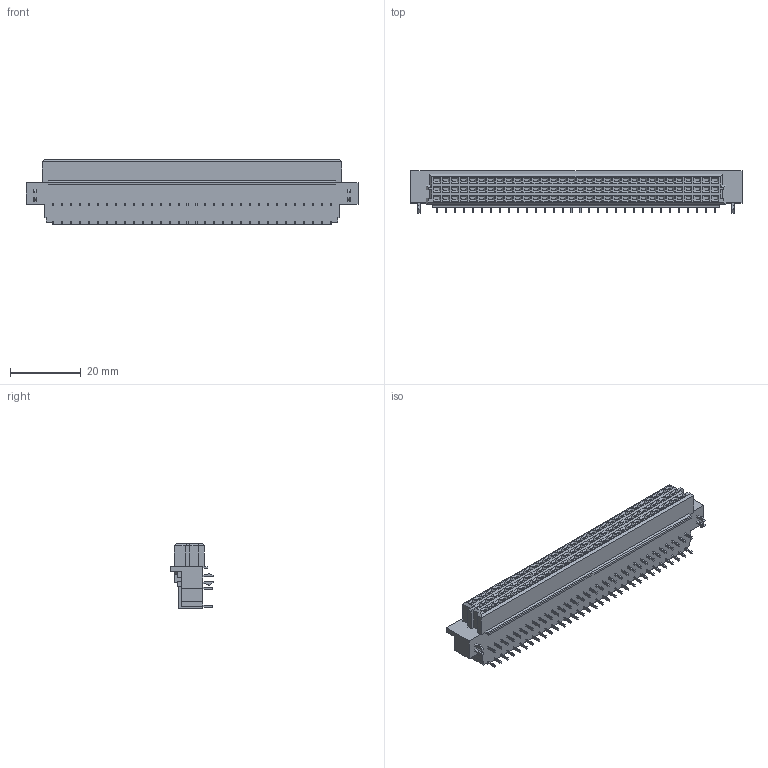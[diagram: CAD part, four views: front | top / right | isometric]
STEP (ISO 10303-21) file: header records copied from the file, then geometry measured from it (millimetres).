
FILE_DESCRIPTION((''),'2;1');
FILE_NAME('C-5650897-04-3','2007-08-31T',('workeradm'),('Tyco Electronics Corporation'),'PRO/ENGINEER BY PARAMETRIC TECHNOLOGY CORPORATION, 2005450','PRO/ENGINEER BY PARAMETRIC TECHNOLOGY CORPORATION, 2005450','');
FILE_SCHEMA(('CONFIG_CONTROL_DESIGN', 'GEOMETRIC_VALIDATION_PROPERTIES_MIM'));
Length unit declared in the file: millimetre
Products named in the file (1): C-5650897-04-3
Bounding box: 93.98 x 12.03 x 18.36 mm (x, y, z)
Volume: 12368.1 mm3; surface area: 6008.8 mm2
Topology: 1 solids, 1 shells, 1506 faces, 3581 edges, 2256 vertices
Faces by surface type: plane 1471, cylinder 33, extrusion 2
Entity records: 42214 total; most frequent: CARTESIAN_POINT 7378, ORIENTED_EDGE 7162, DIRECTION 6653, EDGE_CURVE 3581, VECTOR 3513, LINE 3511, VERTEX_POINT 2256, EDGE_LOOP 1685
